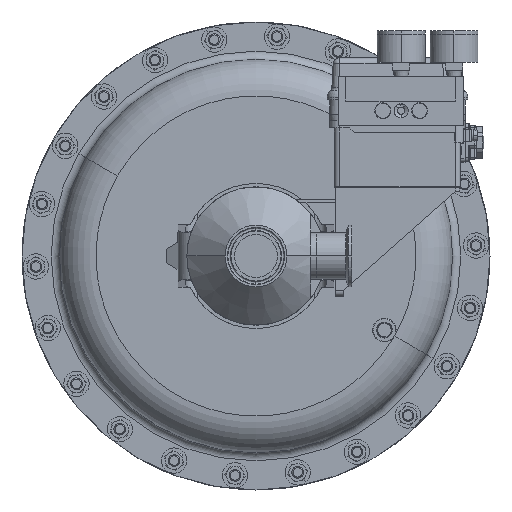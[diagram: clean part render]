
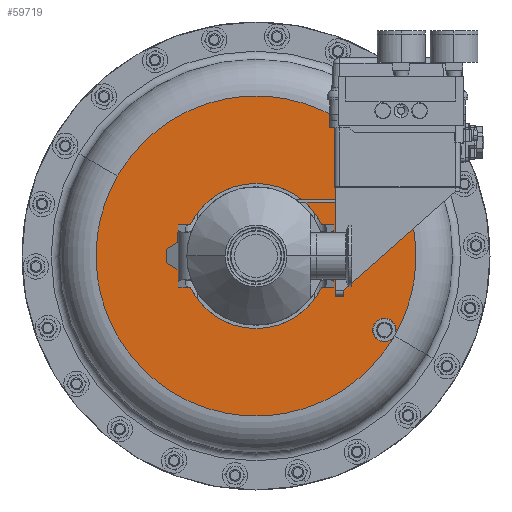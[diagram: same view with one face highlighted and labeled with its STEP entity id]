
A CAD part, front view. The second image highlights one B-rep face of the part: STEP entity #59719.
In plain terms, the highlighted planar face has unit normal (0, -1, 0).
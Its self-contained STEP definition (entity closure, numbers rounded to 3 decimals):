
#237 = AXIS2_PLACEMENT_3D ( 'NONE', #40149, #30432, #7271 ) ;
#2041 = VERTEX_POINT ( 'NONE', #29738 ) ;
#2224 = CIRCLE ( 'NONE', #40875, 2.325 ) ;
#4519 = CARTESIAN_POINT ( 'NONE',  ( 4.114, 9.66, -2.375 ) ) ;
#6333 = ORIENTED_EDGE ( 'NONE', *, *, #20817, .F. ) ;
#6829 = CARTESIAN_POINT ( 'NONE',  ( 0., 9.66, 0. ) ) ;
#6851 = VERTEX_POINT ( 'NONE', #20124 ) ;
#7091 = DIRECTION ( 'NONE',  ( 0., 1., 0. ) ) ;
#7271 = DIRECTION ( 'NONE',  ( -0.866, 0., 0.5 ) ) ;
#7316 = EDGE_CURVE ( 'NONE', #2041, #22218, #2224, .T. ) ;
#8762 = DIRECTION ( 'NONE',  ( 0.055, 0., -0.998 ) ) ;
#11769 = AXIS2_PLACEMENT_3D ( 'NONE', #53755, #53354, #58021 ) ;
#11923 = ORIENTED_EDGE ( 'NONE', *, *, #7316, .F. ) ;
#12032 = ORIENTED_EDGE ( 'NONE', *, *, #58543, .F. ) ;
#13448 = ORIENTED_EDGE ( 'NONE', *, *, #56719, .F. ) ;
#14033 = AXIS2_PLACEMENT_3D ( 'NONE', #21271, #7091, #34753 ) ;
#14164 = CIRCLE ( 'NONE', #11769, 2.325 ) ;
#14582 = EDGE_CURVE ( 'NONE', #56533, #35975, #22292, .T. ) ;
#15533 = CIRCLE ( 'NONE', #44707, 0.375 ) ;
#16485 = FACE_OUTER_BOUND ( 'NONE', #22400, .T. ) ;
#16543 = PLANE ( 'NONE',  #237 ) ;
#17323 = CARTESIAN_POINT ( 'NONE',  ( 4.114, 9.66, -2.375 ) ) ;
#20124 = CARTESIAN_POINT ( 'NONE',  ( 4.438, 9.66, -2.563 ) ) ;
#20817 = EDGE_CURVE ( 'NONE', #22218, #2041, #14164, .T. ) ;
#21271 = CARTESIAN_POINT ( 'NONE',  ( 0., 9.66, 0. ) ) ;
#22024 = DIRECTION ( 'NONE',  ( 0., 1., 0. ) ) ;
#22218 = VERTEX_POINT ( 'NONE', #26121 ) ;
#22292 = CIRCLE ( 'NONE', #22902, 0.375 ) ;
#22400 = EDGE_LOOP ( 'NONE', ( #13448, #45804, #26370, #28021, #12032 ) ) ;
#22902 = AXIS2_PLACEMENT_3D ( 'NONE', #57602, #29633, #24764 ) ;
#24152 = EDGE_CURVE ( 'NONE', #6851, #56533, #37238, .T. ) ;
#24764 = DIRECTION ( 'NONE',  ( 0.055, 0., -0.998 ) ) ;
#26121 = CARTESIAN_POINT ( 'NONE',  ( 0., 9.66, 2.325 ) ) ;
#26370 = ORIENTED_EDGE ( 'NONE', *, *, #14582, .T. ) ;
#28021 = ORIENTED_EDGE ( 'NONE', *, *, #31000, .T. ) ;
#28508 = AXIS2_PLACEMENT_3D ( 'NONE', #17323, #22024, #50277 ) ;
#29633 = DIRECTION ( 'NONE',  ( 0., 1., 0. ) ) ;
#29738 = CARTESIAN_POINT ( 'NONE',  ( 0., 9.66, -2.325 ) ) ;
#30432 = DIRECTION ( 'NONE',  ( 0., -1., 0. ) ) ;
#31000 = EDGE_CURVE ( 'NONE', #35975, #6851, #15533, .T. ) ;
#32342 = DIRECTION ( 'NONE',  ( 0., 1., 0. ) ) ;
#34753 = DIRECTION ( 'NONE',  ( 0.866, 0., -0.5 ) ) ;
#34769 = FACE_BOUND ( 'NONE', #59887, .T. ) ;
#35975 = VERTEX_POINT ( 'NONE', #50743 ) ;
#36325 = CIRCLE ( 'NONE', #49618, 5.125 ) ;
#37238 = CIRCLE ( 'NONE', #28508, 0.375 ) ;
#39321 = CIRCLE ( 'NONE', #14033, 5.125 ) ;
#40016 = CARTESIAN_POINT ( 'NONE',  ( -4.438, 9.66, 2.563 ) ) ;
#40149 = CARTESIAN_POINT ( 'NONE',  ( -2.563, 9.66, -4.438 ) ) ;
#40875 = AXIS2_PLACEMENT_3D ( 'NONE', #6829, #44635, #49302 ) ;
#43105 = VERTEX_POINT ( 'NONE', #40016 ) ;
#44635 = DIRECTION ( 'NONE',  ( 0., -1., 0. ) ) ;
#44707 = AXIS2_PLACEMENT_3D ( 'NONE', #4519, #32342, #8762 ) ;
#45804 = ORIENTED_EDGE ( 'NONE', *, *, #24152, .T. ) ;
#49302 = DIRECTION ( 'NONE',  ( 0., 0., -1. ) ) ;
#49618 = AXIS2_PLACEMENT_3D ( 'NONE', #55806, #56185, #51359 ) ;
#50277 = DIRECTION ( 'NONE',  ( 0.055, 0., -0.998 ) ) ;
#50743 = CARTESIAN_POINT ( 'NONE',  ( 4.093, 9.66, -2.001 ) ) ;
#51359 = DIRECTION ( 'NONE',  ( 0.866, 0., -0.5 ) ) ;
#53354 = DIRECTION ( 'NONE',  ( 0., -1., 0. ) ) ;
#53755 = CARTESIAN_POINT ( 'NONE',  ( 0., 9.66, 0. ) ) ;
#55205 = CARTESIAN_POINT ( 'NONE',  ( 4.134, 9.66, -2.749 ) ) ;
#55806 = CARTESIAN_POINT ( 'NONE',  ( 0., 9.66, 0. ) ) ;
#56185 = DIRECTION ( 'NONE',  ( 0., 1., 0. ) ) ;
#56533 = VERTEX_POINT ( 'NONE', #55205 ) ;
#56719 = EDGE_CURVE ( 'NONE', #6851, #43105, #39321, .T. ) ;
#57602 = CARTESIAN_POINT ( 'NONE',  ( 4.114, 9.66, -2.375 ) ) ;
#58021 = DIRECTION ( 'NONE',  ( 0., 0., -1. ) ) ;
#58543 = EDGE_CURVE ( 'NONE', #43105, #6851, #36325, .T. ) ;
#59719 = ADVANCED_FACE ( 'NONE', ( #34769, #16485 ), #16543, .T. ) ;
#59887 = EDGE_LOOP ( 'NONE', ( #11923, #6333 ) ) ;
